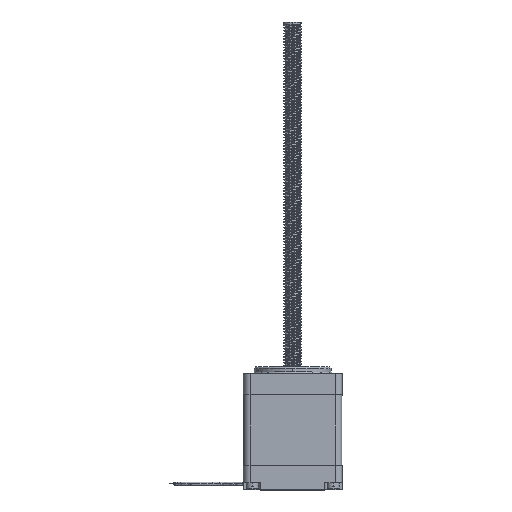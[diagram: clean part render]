
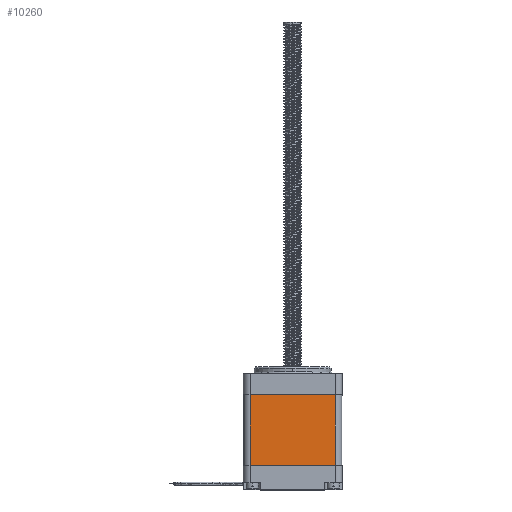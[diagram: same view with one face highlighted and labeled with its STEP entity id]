
A CAD part, top view. The second image highlights one B-rep face of the part: STEP entity #10260.
In plain terms, the highlighted planar face has unit normal (0, 0, 1).
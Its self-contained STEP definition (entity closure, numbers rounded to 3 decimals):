
#844 = CARTESIAN_POINT ( 'NONE',  ( -12.1, 7., 13.9 ) ) ;
#3057 = EDGE_CURVE ( 'NONE', #9552, #17422, #17599, .T. ) ;
#5040 = DIRECTION ( 'NONE',  ( 1., 0., 0. ) ) ;
#5968 = LINE ( 'NONE', #20135, #26073 ) ;
#6364 = ORIENTED_EDGE ( 'NONE', *, *, #14447, .F. ) ;
#7131 = AXIS2_PLACEMENT_3D ( 'NONE', #28287, #14243, #5040 ) ;
#7944 = VECTOR ( 'NONE', #18206, 1000. ) ;
#8711 = CARTESIAN_POINT ( 'NONE',  ( 12.1, 27., 13.9 ) ) ;
#9460 = DIRECTION ( 'NONE',  ( 0., -1., 0. ) ) ;
#9535 = VECTOR ( 'NONE', #9655, 1000. ) ;
#9552 = VERTEX_POINT ( 'NONE', #12121 ) ;
#9655 = DIRECTION ( 'NONE',  ( 0., -1., 0. ) ) ;
#10260 = ADVANCED_FACE ( 'NONE', ( #25482 ), #13780, .T. ) ;
#10685 = EDGE_CURVE ( 'NONE', #29544, #17865, #5968, .T. ) ;
#12121 = CARTESIAN_POINT ( 'NONE',  ( 12.1, 27., 13.9 ) ) ;
#13780 = PLANE ( 'NONE',  #7131 ) ;
#14243 = DIRECTION ( 'NONE',  ( 0., 0., 1. ) ) ;
#14447 = EDGE_CURVE ( 'NONE', #9552, #29544, #24457, .T. ) ;
#14803 = CARTESIAN_POINT ( 'NONE',  ( 12.1, 73.28, 13.9 ) ) ;
#16168 = CARTESIAN_POINT ( 'NONE',  ( -12.1, 73.28, 13.9 ) ) ;
#17422 = VERTEX_POINT ( 'NONE', #20211 ) ;
#17599 = LINE ( 'NONE', #8711, #7944 ) ;
#17640 = EDGE_LOOP ( 'NONE', ( #23155, #29952, #23973, #6364 ) ) ;
#17865 = VERTEX_POINT ( 'NONE', #844 ) ;
#18206 = DIRECTION ( 'NONE',  ( -1., 0., 0. ) ) ;
#20135 = CARTESIAN_POINT ( 'NONE',  ( 12.1, 7., 13.9 ) ) ;
#20145 = CARTESIAN_POINT ( 'NONE',  ( 12.1, 7., 13.9 ) ) ;
#20211 = CARTESIAN_POINT ( 'NONE',  ( -12.1, 27., 13.9 ) ) ;
#21296 = LINE ( 'NONE', #16168, #21985 ) ;
#21985 = VECTOR ( 'NONE', #9460, 1000. ) ;
#23155 = ORIENTED_EDGE ( 'NONE', *, *, #3057, .T. ) ;
#23973 = ORIENTED_EDGE ( 'NONE', *, *, #10685, .F. ) ;
#24457 = LINE ( 'NONE', #14803, #9535 ) ;
#25448 = DIRECTION ( 'NONE',  ( -1., 0., 0. ) ) ;
#25482 = FACE_OUTER_BOUND ( 'NONE', #17640, .T. ) ;
#26073 = VECTOR ( 'NONE', #25448, 1000. ) ;
#28287 = CARTESIAN_POINT ( 'NONE',  ( 12.1, 73.28, 13.9 ) ) ;
#28683 = EDGE_CURVE ( 'NONE', #17422, #17865, #21296, .T. ) ;
#29544 = VERTEX_POINT ( 'NONE', #20145 ) ;
#29952 = ORIENTED_EDGE ( 'NONE', *, *, #28683, .T. ) ;
